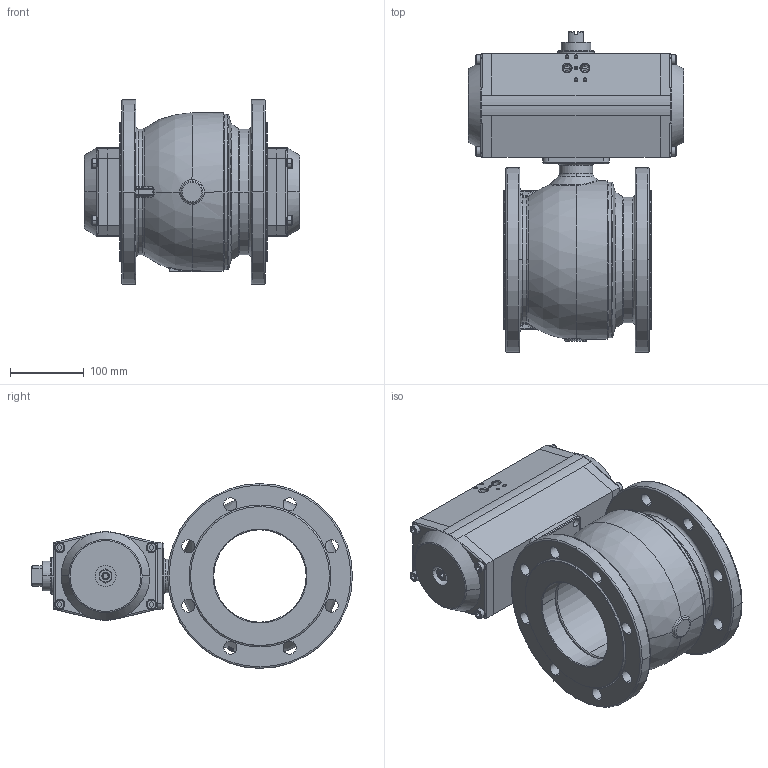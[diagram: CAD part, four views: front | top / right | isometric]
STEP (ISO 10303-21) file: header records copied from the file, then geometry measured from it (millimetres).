
FILE_DESCRIPTION(('STEP AP214'),'1');
FILE_NAME('valve_akp75-125-16-b-gtd115.stp','2018-06-18T09:47:57',('TraceParts'),('TraceParts S.A.'),'Spatial InterOp 3D',' ',' ');
FILE_SCHEMA(('automotive_design'));
Length unit declared in the file: millimetre
Products named in the file (20): Volumenkörper1
Bounding box: 292 x 434 x 250 mm (x, y, z)
Volume: 6605396.2 mm3; surface area: 677332 mm2
Topology: 20 solids, 20 shells, 1062 faces, 2788 edges, 1757 vertices
Faces by surface type: cylinder 346, plane 331, cone 142, torus 119, bspline 107, sphere 17
Entity records: 48959 total; most frequent: CARTESIAN_POINT 13755, DIRECTION 5660, ORIENTED_EDGE 5496, EDGE_CURVE 2748, AXIS2_PLACEMENT_3D 2292, VERTEX_POINT 1757, CIRCLE 1305, EDGE_LOOP 1189
